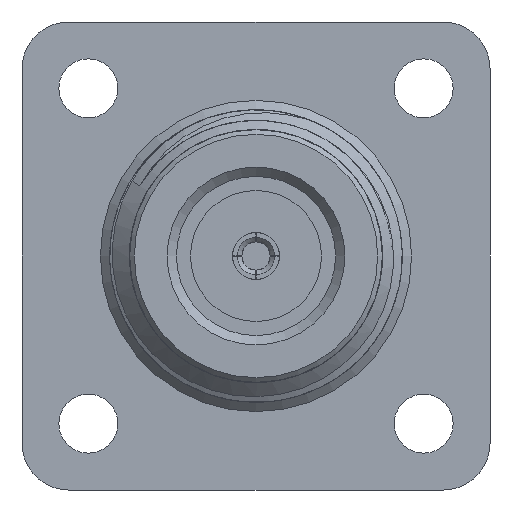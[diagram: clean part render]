
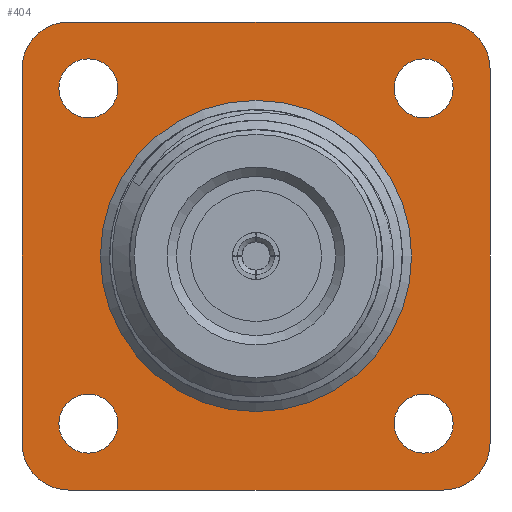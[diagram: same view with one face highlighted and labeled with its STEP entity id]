
A CAD part, left-side view. The second image highlights one B-rep face of the part: STEP entity #404.
In plain terms, the highlighted planar face has unit normal (-1, 0, 0).
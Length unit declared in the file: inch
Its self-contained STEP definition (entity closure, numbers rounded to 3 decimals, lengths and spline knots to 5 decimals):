
#22 = EDGE_CURVE ( 'NONE', #2361, #2361, #1415, .T. ) ;
#77 = DIRECTION ( 'NONE',  ( 0., 0., 1. ) ) ;
#85 = VERTEX_POINT ( 'NONE', #1491 ) ;
#174 = AXIS2_PLACEMENT_3D ( 'NONE', #2971, #956, #2584 ) ;
#201 = VERTEX_POINT ( 'NONE', #1481 ) ;
#206 = EDGE_CURVE ( 'NONE', #2772, #2944, #3533, .T. ) ;
#238 = CARTESIAN_POINT ( 'NONE',  ( 0.68898, 0.5, 0.4 ) ) ;
#273 = FACE_BOUND ( 'NONE', #1086, .T. ) ;
#280 = DIRECTION ( 'NONE',  ( 0., 0., 1. ) ) ;
#307 = DIRECTION ( 'NONE',  ( 1., 0., 0. ) ) ;
#315 = FACE_BOUND ( 'NONE', #2257, .T. ) ;
#349 = DIRECTION ( 'NONE',  ( 0., 0., 1. ) ) ;
#368 = CIRCLE ( 'NONE', #174, 0.1 ) ;
#404 = ADVANCED_FACE ( 'NONE', ( #2223, #3816, #315, #273, #562, #3543 ), #2183, .T. ) ;
#449 = ORIENTED_EDGE ( 'NONE', *, *, #2515, .F. ) ;
#453 = DIRECTION ( 'NONE',  ( 0., 0., 1. ) ) ;
#505 = AXIS2_PLACEMENT_3D ( 'NONE', #1085, #3348, #453 ) ;
#530 = VERTEX_POINT ( 'NONE', #4109 ) ;
#562 = FACE_BOUND ( 'NONE', #2656, .T. ) ;
#567 = AXIS2_PLACEMENT_3D ( 'NONE', #2836, #590, #1824 ) ;
#588 = CARTESIAN_POINT ( 'NONE',  ( 0.68898, 0.4, -0.4 ) ) ;
#590 = DIRECTION ( 'NONE',  ( -1., 0., 0. ) ) ;
#638 = DIRECTION ( 'NONE',  ( 0., 0., 1. ) ) ;
#639 = CARTESIAN_POINT ( 'NONE',  ( 0.68898, -0.5, -0.5 ) ) ;
#668 = CARTESIAN_POINT ( 'NONE',  ( 0.68898, 0.35827, -0.35827 ) ) ;
#743 = LINE ( 'NONE', #2029, #2250 ) ;
#771 = VECTOR ( 'NONE', #3418, 39.37008 ) ;
#790 = ORIENTED_EDGE ( 'NONE', *, *, #1334, .T. ) ;
#839 = CARTESIAN_POINT ( 'NONE',  ( 0.68898, -0.5, -0.5 ) ) ;
#875 = AXIS2_PLACEMENT_3D ( 'NONE', #921, #1572, #2242 ) ;
#883 = VERTEX_POINT ( 'NONE', #238 ) ;
#921 = CARTESIAN_POINT ( 'NONE',  ( 0.68898, 0., 0. ) ) ;
#924 = VERTEX_POINT ( 'NONE', #3406 ) ;
#956 = DIRECTION ( 'NONE',  ( -1., 0., 0. ) ) ;
#1057 = VERTEX_POINT ( 'NONE', #2506 ) ;
#1085 = CARTESIAN_POINT ( 'NONE',  ( 0.68898, -0.35827, 0.35827 ) ) ;
#1086 = EDGE_LOOP ( 'NONE', ( #1704 ) ) ;
#1121 = ORIENTED_EDGE ( 'NONE', *, *, #3858, .T. ) ;
#1128 = EDGE_CURVE ( 'NONE', #924, #924, #1955, .T. ) ;
#1205 = DIRECTION ( 'NONE',  ( -1., 0., 0. ) ) ;
#1211 = CARTESIAN_POINT ( 'NONE',  ( 0.68898, 0.4, -0.5 ) ) ;
#1212 = VECTOR ( 'NONE', #1695, 39.37008 ) ;
#1285 = ORIENTED_EDGE ( 'NONE', *, *, #3147, .F. ) ;
#1302 = CARTESIAN_POINT ( 'NONE',  ( 0.68898, 0.5, -0.4 ) ) ;
#1306 = ORIENTED_EDGE ( 'NONE', *, *, #1128, .T. ) ;
#1334 = EDGE_CURVE ( 'NONE', #883, #1742, #743, .T. ) ;
#1358 = LINE ( 'NONE', #3576, #3473 ) ;
#1366 = DIRECTION ( 'NONE',  ( 0., 0., 1. ) ) ;
#1415 = CIRCLE ( 'NONE', #4042, 0.063 ) ;
#1477 = LINE ( 'NONE', #839, #771 ) ;
#1481 = CARTESIAN_POINT ( 'NONE',  ( 0.68898, 0.35827, -0.29527 ) ) ;
#1491 = CARTESIAN_POINT ( 'NONE',  ( 0.68898, -0.5, -0.4 ) ) ;
#1572 = DIRECTION ( 'NONE',  ( -1., 0., 0. ) ) ;
#1641 = EDGE_LOOP ( 'NONE', ( #2814, #3766, #3370, #3969, #790, #1737, #2514, #1121 ) ) ;
#1644 = DIRECTION ( 'NONE',  ( -1., 0., 0. ) ) ;
#1695 = DIRECTION ( 'NONE',  ( 0., -1., 0. ) ) ;
#1704 = ORIENTED_EDGE ( 'NONE', *, *, #22, .F. ) ;
#1720 = DIRECTION ( 'NONE',  ( 0., 0., -1. ) ) ;
#1737 = ORIENTED_EDGE ( 'NONE', *, *, #2354, .T. ) ;
#1742 = VERTEX_POINT ( 'NONE', #1302 ) ;
#1824 = DIRECTION ( 'NONE',  ( 0., 0., 1. ) ) ;
#1837 = CARTESIAN_POINT ( 'NONE',  ( 0.68898, 0.35827, 0.35827 ) ) ;
#1908 = AXIS2_PLACEMENT_3D ( 'NONE', #3640, #2340, #349 ) ;
#1955 = CIRCLE ( 'NONE', #2286, 0.3325 ) ;
#1990 = AXIS2_PLACEMENT_3D ( 'NONE', #2896, #3866, #77 ) ;
#2029 = CARTESIAN_POINT ( 'NONE',  ( 0.68898, 0.5, -0.5 ) ) ;
#2031 = VERTEX_POINT ( 'NONE', #2482 ) ;
#2176 = AXIS2_PLACEMENT_3D ( 'NONE', #668, #1644, #1366 ) ;
#2183 = PLANE ( 'NONE',  #875 ) ;
#2216 = EDGE_CURVE ( 'NONE', #85, #2031, #1477, .T. ) ;
#2223 = FACE_BOUND ( 'NONE', #2633, .T. ) ;
#2242 = DIRECTION ( 'NONE',  ( 0., 0., 1. ) ) ;
#2250 = VECTOR ( 'NONE', #1720, 39.37008 ) ;
#2257 = EDGE_LOOP ( 'NONE', ( #1285 ) ) ;
#2286 = AXIS2_PLACEMENT_3D ( 'NONE', #2901, #307, #638 ) ;
#2320 = DIRECTION ( 'NONE',  ( 0., 1., 0. ) ) ;
#2331 = DIRECTION ( 'NONE',  ( -1., 0., 0. ) ) ;
#2340 = DIRECTION ( 'NONE',  ( -1., 0., 0. ) ) ;
#2354 = EDGE_CURVE ( 'NONE', #1742, #2772, #2861, .T. ) ;
#2361 = VERTEX_POINT ( 'NONE', #3655 ) ;
#2482 = CARTESIAN_POINT ( 'NONE',  ( 0.68898, -0.5, 0.4 ) ) ;
#2506 = CARTESIAN_POINT ( 'NONE',  ( 0.68898, 0.4, 0.5 ) ) ;
#2514 = ORIENTED_EDGE ( 'NONE', *, *, #206, .T. ) ;
#2515 = EDGE_CURVE ( 'NONE', #2808, #2808, #3673, .T. ) ;
#2563 = CARTESIAN_POINT ( 'NONE',  ( 0.68898, -0.4, -0.5 ) ) ;
#2569 = EDGE_CURVE ( 'NONE', #4131, #1057, #1358, .T. ) ;
#2584 = DIRECTION ( 'NONE',  ( 0., 0., 1. ) ) ;
#2633 = EDGE_LOOP ( 'NONE', ( #1306 ) ) ;
#2656 = EDGE_LOOP ( 'NONE', ( #2924 ) ) ;
#2772 = VERTEX_POINT ( 'NONE', #1211 ) ;
#2797 = CIRCLE ( 'NONE', #2176, 0.063 ) ;
#2808 = VERTEX_POINT ( 'NONE', #3117 ) ;
#2814 = ORIENTED_EDGE ( 'NONE', *, *, #2216, .T. ) ;
#2836 = CARTESIAN_POINT ( 'NONE',  ( 0.68898, -0.4, -0.4 ) ) ;
#2861 = CIRCLE ( 'NONE', #4003, 0.1 ) ;
#2896 = CARTESIAN_POINT ( 'NONE',  ( 0.68898, -0.4, 0.4 ) ) ;
#2901 = CARTESIAN_POINT ( 'NONE',  ( 0.68898, 0., 0. ) ) ;
#2924 = ORIENTED_EDGE ( 'NONE', *, *, #3650, .F. ) ;
#2944 = VERTEX_POINT ( 'NONE', #2563 ) ;
#2971 = CARTESIAN_POINT ( 'NONE',  ( 0.68898, 0.4, 0.4 ) ) ;
#2990 = EDGE_CURVE ( 'NONE', #1057, #883, #368, .T. ) ;
#3077 = CARTESIAN_POINT ( 'NONE',  ( 0.68898, -0.4, 0.5 ) ) ;
#3117 = CARTESIAN_POINT ( 'NONE',  ( 0.68898, -0.35827, -0.29527 ) ) ;
#3147 = EDGE_CURVE ( 'NONE', #530, #530, #4067, .T. ) ;
#3216 = EDGE_LOOP ( 'NONE', ( #449 ) ) ;
#3276 = CIRCLE ( 'NONE', #1990, 0.1 ) ;
#3298 = DIRECTION ( 'NONE',  ( 0., 0., 1. ) ) ;
#3348 = DIRECTION ( 'NONE',  ( -1., 0., 0. ) ) ;
#3370 = ORIENTED_EDGE ( 'NONE', *, *, #2569, .T. ) ;
#3406 = CARTESIAN_POINT ( 'NONE',  ( 0.68898, 0., 0.3325 ) ) ;
#3418 = DIRECTION ( 'NONE',  ( 0., 0., 1. ) ) ;
#3473 = VECTOR ( 'NONE', #2320, 39.37008 ) ;
#3533 = LINE ( 'NONE', #639, #1212 ) ;
#3543 = FACE_OUTER_BOUND ( 'NONE', #1641, .T. ) ;
#3576 = CARTESIAN_POINT ( 'NONE',  ( 0.68898, -0.5, 0.5 ) ) ;
#3640 = CARTESIAN_POINT ( 'NONE',  ( 0.68898, -0.35827, -0.35827 ) ) ;
#3650 = EDGE_CURVE ( 'NONE', #201, #201, #2797, .T. ) ;
#3655 = CARTESIAN_POINT ( 'NONE',  ( 0.68898, 0.35827, 0.42127 ) ) ;
#3673 = CIRCLE ( 'NONE', #1908, 0.063 ) ;
#3766 = ORIENTED_EDGE ( 'NONE', *, *, #4060, .T. ) ;
#3816 = FACE_BOUND ( 'NONE', #3216, .T. ) ;
#3858 = EDGE_CURVE ( 'NONE', #2944, #85, #3872, .T. ) ;
#3866 = DIRECTION ( 'NONE',  ( -1., 0., 0. ) ) ;
#3872 = CIRCLE ( 'NONE', #567, 0.1 ) ;
#3969 = ORIENTED_EDGE ( 'NONE', *, *, #2990, .T. ) ;
#4003 = AXIS2_PLACEMENT_3D ( 'NONE', #588, #1205, #280 ) ;
#4042 = AXIS2_PLACEMENT_3D ( 'NONE', #1837, #2331, #3298 ) ;
#4060 = EDGE_CURVE ( 'NONE', #2031, #4131, #3276, .T. ) ;
#4067 = CIRCLE ( 'NONE', #505, 0.063 ) ;
#4109 = CARTESIAN_POINT ( 'NONE',  ( 0.68898, -0.35827, 0.42127 ) ) ;
#4131 = VERTEX_POINT ( 'NONE', #3077 ) ;
